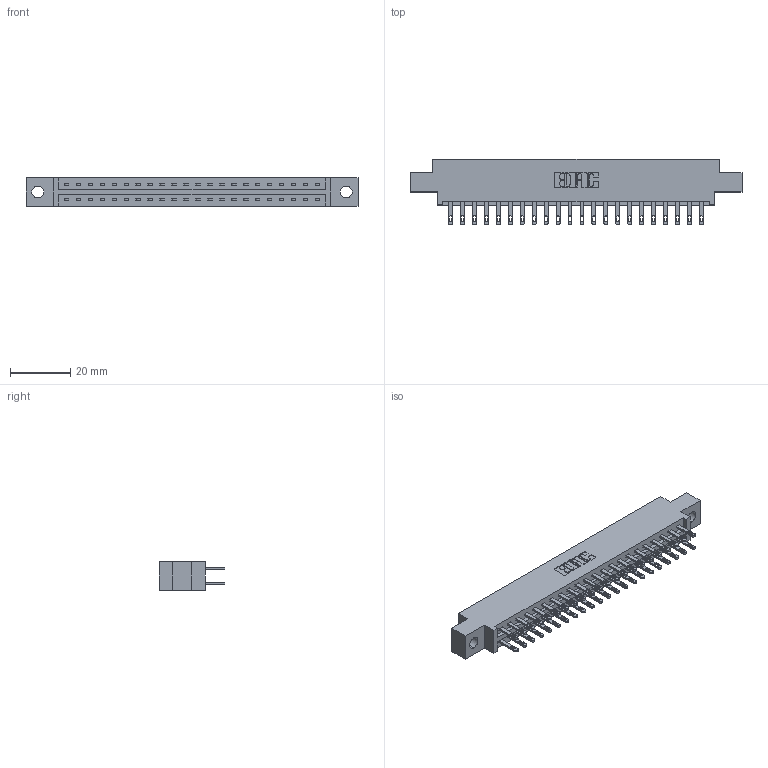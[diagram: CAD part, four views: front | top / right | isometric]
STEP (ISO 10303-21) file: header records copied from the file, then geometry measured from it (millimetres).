
FILE_DESCRIPTION (( 'STEP AP203' ), '1' );
FILE_NAME ('337-044-500-804.STEP', '2019-10-11T13:18:24', ( '' ), ( '' ), 'SwSTEP 2.0', 'SolidWorks 2016', '' );
FILE_SCHEMA (( 'CONFIG_CONTROL_DESIGN' ));
Length unit declared in the file: inch
Products named in the file (3): 345-292-001_345-293-100; 337 Part_0.170 Offset - 0.156 Dia-TH; 337-044-500-804
Assembly tree (45 placements, depth 2):
  337-044-500-804
    337 Part_0.170 Offset - 0.156 Dia-TH
    345-292-001_345-293-100  x44
Bounding box: 110.19 x 21.85 x 9.4 mm (x, y, z)
Volume: 11275.1 mm3; surface area: 12945.7 mm2
Topology: 45 solids, 45 shells, 2318 faces, 7055 edges, 4702 vertices
Faces by surface type: plane 1482, cylinder 836
Entity records: 19709 total; most frequent: CARTESIAN_POINT 3338, ORIENTED_EDGE 3274, DIRECTION 2877, EDGE_CURVE 1637, VECTOR 1505, LINE 1505, VERTEX_POINT 1090, AXIS2_PLACEMENT_3D 686
